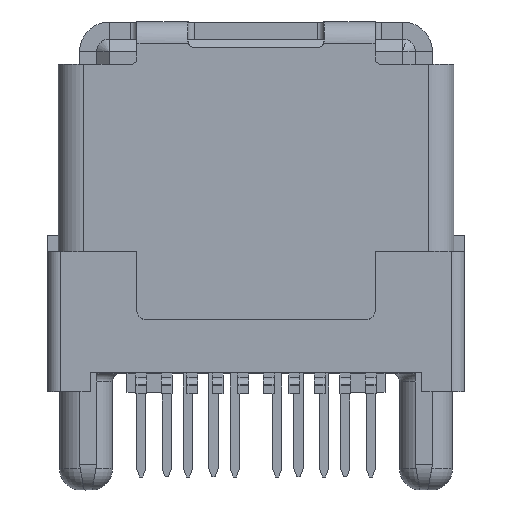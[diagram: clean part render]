
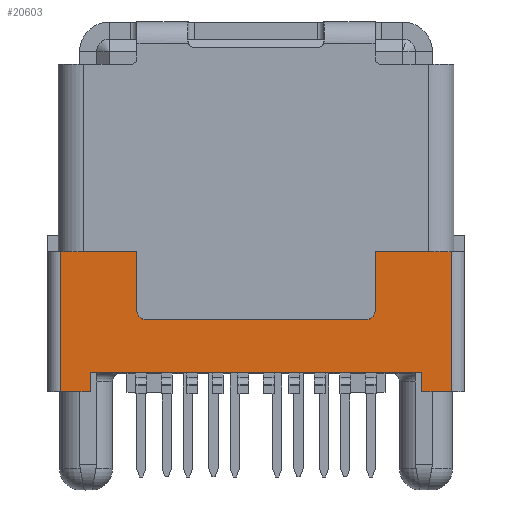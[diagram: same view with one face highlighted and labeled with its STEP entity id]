
A CAD part, top view. The second image highlights one B-rep face of the part: STEP entity #20603.
In plain terms, the highlighted planar face has unit normal (0, 0, 1).
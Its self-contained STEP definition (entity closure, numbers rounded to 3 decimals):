
#245 = VECTOR ( 'NONE', #19974, 1000. ) ;
#780 = VERTEX_POINT ( 'NONE', #14656 ) ;
#867 = DIRECTION ( 'NONE',  ( -1., 0., 0. ) ) ;
#1239 = VECTOR ( 'NONE', #17324, 1000. ) ;
#2299 = CARTESIAN_POINT ( 'NONE',  ( -3.9, 0., 5.65 ) ) ;
#2328 = ORIENTED_EDGE ( 'NONE', *, *, #14245, .F. ) ;
#2632 = LINE ( 'NONE', #13607, #8295 ) ;
#3745 = CARTESIAN_POINT ( 'NONE',  ( 4.6, 3.3, 5.65 ) ) ;
#4415 = DIRECTION ( 'NONE',  ( 0., 1., 0. ) ) ;
#4441 = PLANE ( 'NONE',  #21330 ) ;
#5032 = ORIENTED_EDGE ( 'NONE', *, *, #23303, .F. ) ;
#5195 = VERTEX_POINT ( 'NONE', #8606 ) ;
#5311 = CARTESIAN_POINT ( 'NONE',  ( 4.6, 0., 5.65 ) ) ;
#5748 = EDGE_CURVE ( 'NONE', #780, #11325, #13132, .T. ) ;
#5894 = VECTOR ( 'NONE', #4415, 1000. ) ;
#6293 = LINE ( 'NONE', #8072, #20421 ) ;
#6415 = CARTESIAN_POINT ( 'NONE',  ( 4.6, 0., 5.65 ) ) ;
#6795 = EDGE_CURVE ( 'NONE', #21911, #13324, #6293, .T. ) ;
#6964 = CARTESIAN_POINT ( 'NONE',  ( -4.6, 0., 5.65 ) ) ;
#7275 = CARTESIAN_POINT ( 'NONE',  ( -3.9, 0.45, 5.65 ) ) ;
#7354 = EDGE_CURVE ( 'NONE', #21911, #7872, #19037, .T. ) ;
#7872 = VERTEX_POINT ( 'NONE', #16175 ) ;
#7972 = ORIENTED_EDGE ( 'NONE', *, *, #6795, .T. ) ;
#8072 = CARTESIAN_POINT ( 'NONE',  ( 4.6, 0.45, 5.65 ) ) ;
#8295 = VECTOR ( 'NONE', #11840, 1000. ) ;
#8447 = CARTESIAN_POINT ( 'NONE',  ( 4.6, 0.45, 5.65 ) ) ;
#8606 = CARTESIAN_POINT ( 'NONE',  ( -4.6, 3.3, 5.65 ) ) ;
#8896 = VECTOR ( 'NONE', #18130, 1000. ) ;
#9845 = LINE ( 'NONE', #3745, #8896 ) ;
#10136 = CARTESIAN_POINT ( 'NONE',  ( -4.6, 0.45, 5.65 ) ) ;
#10316 = EDGE_CURVE ( 'NONE', #11066, #18237, #2632, .T. ) ;
#11023 = CARTESIAN_POINT ( 'NONE',  ( 3.9, 0., 5.65 ) ) ;
#11066 = VERTEX_POINT ( 'NONE', #22635 ) ;
#11325 = VERTEX_POINT ( 'NONE', #7275 ) ;
#11397 = EDGE_CURVE ( 'NONE', #13324, #5195, #9845, .T. ) ;
#11638 = DIRECTION ( 'NONE',  ( 0., 0., -1. ) ) ;
#11840 = DIRECTION ( 'NONE',  ( -1., 0., 0. ) ) ;
#12679 = VECTOR ( 'NONE', #13619, 1000. ) ;
#12786 = LINE ( 'NONE', #11023, #245 ) ;
#12795 = ORIENTED_EDGE ( 'NONE', *, *, #11397, .T. ) ;
#13132 = LINE ( 'NONE', #15371, #16230 ) ;
#13324 = VERTEX_POINT ( 'NONE', #18055 ) ;
#13607 = CARTESIAN_POINT ( 'NONE',  ( -4.6, 0., 5.65 ) ) ;
#13619 = DIRECTION ( 'NONE',  ( -1., 0., 0. ) ) ;
#13885 = ORIENTED_EDGE ( 'NONE', *, *, #7354, .F. ) ;
#14245 = EDGE_CURVE ( 'NONE', #7872, #780, #12786, .T. ) ;
#14362 = EDGE_CURVE ( 'NONE', #11066, #11325, #22221, .T. ) ;
#14656 = CARTESIAN_POINT ( 'NONE',  ( 3.9, 0.45, 5.65 ) ) ;
#15371 = CARTESIAN_POINT ( 'NONE',  ( 4.6, 0.45, 5.65 ) ) ;
#16175 = CARTESIAN_POINT ( 'NONE',  ( 3.9, 0., 5.65 ) ) ;
#16230 = VECTOR ( 'NONE', #867, 1000. ) ;
#17324 = DIRECTION ( 'NONE',  ( 0., 1., 0. ) ) ;
#18055 = CARTESIAN_POINT ( 'NONE',  ( 4.6, 3.3, 5.65 ) ) ;
#18130 = DIRECTION ( 'NONE',  ( -1., 0., 0. ) ) ;
#18133 = ORIENTED_EDGE ( 'NONE', *, *, #14362, .T. ) ;
#18237 = VERTEX_POINT ( 'NONE', #6964 ) ;
#18709 = FACE_OUTER_BOUND ( 'NONE', #22968, .T. ) ;
#19037 = LINE ( 'NONE', #6415, #12679 ) ;
#19751 = ORIENTED_EDGE ( 'NONE', *, *, #5748, .F. ) ;
#19974 = DIRECTION ( 'NONE',  ( 0., 1., 0. ) ) ;
#20042 = ORIENTED_EDGE ( 'NONE', *, *, #10316, .F. ) ;
#20421 = VECTOR ( 'NONE', #22464, 1000. ) ;
#20596 = DIRECTION ( 'NONE',  ( -1., 0., 0. ) ) ;
#20603 = ADVANCED_FACE ( 'NONE', ( #18709 ), #4441, .F. ) ;
#20853 = LINE ( 'NONE', #10136, #1239 ) ;
#21330 = AXIS2_PLACEMENT_3D ( 'NONE', #8447, #11638, #20596 ) ;
#21911 = VERTEX_POINT ( 'NONE', #5311 ) ;
#22221 = LINE ( 'NONE', #2299, #5894 ) ;
#22464 = DIRECTION ( 'NONE',  ( 0., 1., 0. ) ) ;
#22635 = CARTESIAN_POINT ( 'NONE',  ( -3.9, 0., 5.65 ) ) ;
#22968 = EDGE_LOOP ( 'NONE', ( #12795, #5032, #20042, #18133, #19751, #2328, #13885, #7972 ) ) ;
#23303 = EDGE_CURVE ( 'NONE', #18237, #5195, #20853, .T. ) ;
